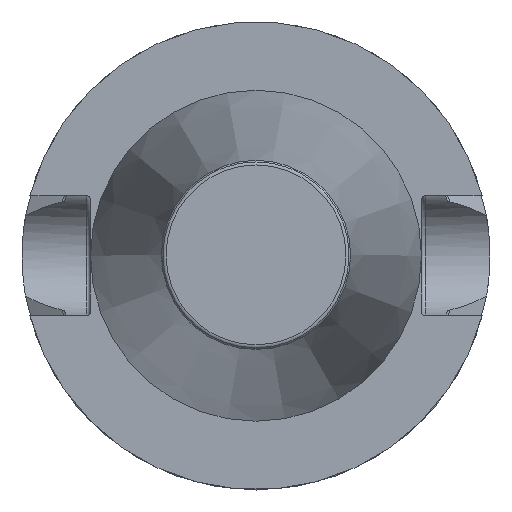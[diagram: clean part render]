
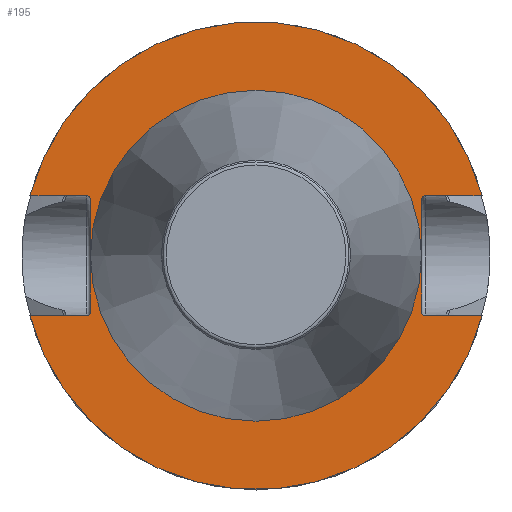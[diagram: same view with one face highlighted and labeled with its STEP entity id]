
A CAD part, top view. The second image highlights one B-rep face of the part: STEP entity #195.
In plain terms, the highlighted planar face has unit normal (0, 0, 1).
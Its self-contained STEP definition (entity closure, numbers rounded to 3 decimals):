
#83=LINE('',#1085,#109);
#89=LINE('',#1214,#115);
#90=LINE('',#1218,#116);
#91=LINE('',#1219,#117);
#92=LINE('',#1220,#118);
#93=LINE('',#1221,#119);
#109=VECTOR('',#880,1.);
#115=VECTOR('',#924,1.);
#116=VECTOR('',#927,1.);
#117=VECTOR('',#928,1.);
#118=VECTOR('',#929,1.);
#119=VECTOR('',#930,1.);
#195=ADVANCED_FACE('',(#246,#247),#229,.F.);
#229=PLANE('',#783);
#246=FACE_BOUND('',#290,.T.);
#247=FACE_BOUND('',#291,.T.);
#290=EDGE_LOOP('',(#379,#380,#381,#382,#383,#384,#385,#386,#387,#388,#389,
#390));
#291=EDGE_LOOP('',(#391));
#379=ORIENTED_EDGE('',*,*,#617,.T.);
#380=ORIENTED_EDGE('',*,*,#618,.F.);
#381=ORIENTED_EDGE('',*,*,#619,.T.);
#382=ORIENTED_EDGE('',*,*,#620,.T.);
#383=ORIENTED_EDGE('',*,*,#597,.T.);
#384=ORIENTED_EDGE('',*,*,#621,.F.);
#385=ORIENTED_EDGE('',*,*,#590,.T.);
#386=ORIENTED_EDGE('',*,*,#593,.T.);
#387=ORIENTED_EDGE('',*,*,#595,.T.);
#388=ORIENTED_EDGE('',*,*,#622,.T.);
#389=ORIENTED_EDGE('',*,*,#615,.T.);
#390=ORIENTED_EDGE('',*,*,#623,.F.);
#391=ORIENTED_EDGE('',*,*,#586,.T.);
#521=VERTEX_POINT('',#1070);
#522=VERTEX_POINT('',#1073);
#525=VERTEX_POINT('',#1078);
#527=VERTEX_POINT('',#1084);
#529=VERTEX_POINT('',#1089);
#530=VERTEX_POINT('',#1094);
#531=VERTEX_POINT('',#1095);
#544=VERTEX_POINT('',#1206);
#545=VERTEX_POINT('',#1208);
#546=VERTEX_POINT('',#1212);
#547=VERTEX_POINT('',#1213);
#548=VERTEX_POINT('',#1215);
#549=VERTEX_POINT('',#1217);
#586=EDGE_CURVE('',#521,#521,#677,.T.);
#590=EDGE_CURVE('',#522,#525,#679,.T.);
#593=EDGE_CURVE('',#525,#527,#83,.T.);
#595=EDGE_CURVE('',#527,#529,#681,.T.);
#597=EDGE_CURVE('',#530,#531,#683,.T.);
#615=EDGE_CURVE('',#545,#544,#690,.T.);
#617=EDGE_CURVE('',#546,#547,#691,.T.);
#618=EDGE_CURVE('',#548,#547,#89,.T.);
#619=EDGE_CURVE('',#548,#549,#692,.T.);
#620=EDGE_CURVE('',#549,#530,#90,.T.);
#621=EDGE_CURVE('',#522,#531,#91,.T.);
#622=EDGE_CURVE('',#529,#545,#92,.T.);
#623=EDGE_CURVE('',#546,#544,#93,.T.);
#677=CIRCLE('',#757,35.362);
#679=CIRCLE('',#760,0.8);
#681=CIRCLE('',#764,0.8);
#683=CIRCLE('',#767,50.);
#690=CIRCLE('',#779,50.);
#691=CIRCLE('',#781,0.8);
#692=CIRCLE('',#782,0.8);
#757=AXIS2_PLACEMENT_3D('',#1069,#865,#866);
#760=AXIS2_PLACEMENT_3D('',#1079,#873,#874);
#764=AXIS2_PLACEMENT_3D('',#1090,#884,#885);
#767=AXIS2_PLACEMENT_3D('',#1093,#890,#891);
#779=AXIS2_PLACEMENT_3D('',#1207,#917,#918);
#781=AXIS2_PLACEMENT_3D('',#1211,#922,#923);
#782=AXIS2_PLACEMENT_3D('',#1216,#925,#926);
#783=AXIS2_PLACEMENT_3D('',#1222,#931,#932);
#865=DIRECTION('',(0.,0.,-1.));
#866=DIRECTION('',(-1.,0.,0.));
#873=DIRECTION('',(0.,0.,-1.));
#874=DIRECTION('',(0.,-1.,0.));
#880=DIRECTION('',(0.,1.,0.));
#884=DIRECTION('',(0.,0.,-1.));
#885=DIRECTION('',(-1.,0.,0.));
#890=DIRECTION('',(0.,0.,1.));
#891=DIRECTION('',(-0.966,-0.257,0.));
#917=DIRECTION('',(0.,0.,1.));
#918=DIRECTION('',(0.966,0.257,0.));
#922=DIRECTION('',(0.,0.,-1.));
#923=DIRECTION('',(0.,1.,0.));
#924=DIRECTION('',(0.,1.,0.));
#925=DIRECTION('',(0.,0.,-1.));
#926=DIRECTION('',(1.,0.,0.));
#927=DIRECTION('',(-1.,0.,0.));
#928=DIRECTION('',(1.,0.,0.));
#929=DIRECTION('',(1.,0.,0.));
#930=DIRECTION('',(-1.,0.,0.));
#931=DIRECTION('',(0.,0.,-1.));
#932=DIRECTION('',(1.,0.,0.));
#1069=CARTESIAN_POINT('',(0.,0.,-3.));
#1070=CARTESIAN_POINT('',(-35.362,0.,-3.));
#1073=CARTESIAN_POINT('',(36.2,-12.85,-3.));
#1078=CARTESIAN_POINT('',(35.4,-12.05,-3.));
#1079=CARTESIAN_POINT('',(36.2,-12.05,-3.));
#1084=CARTESIAN_POINT('',(35.4,12.05,-3.));
#1085=CARTESIAN_POINT('',(35.4,-12.05,-3.));
#1089=CARTESIAN_POINT('',(36.2,12.85,-3.));
#1090=CARTESIAN_POINT('',(36.2,12.05,-3.));
#1093=CARTESIAN_POINT('',(0.,0.,-3.));
#1094=CARTESIAN_POINT('',(-48.321,-12.85,-3.));
#1095=CARTESIAN_POINT('',(48.321,-12.85,-3.));
#1206=CARTESIAN_POINT('',(-48.321,12.85,-3.));
#1207=CARTESIAN_POINT('',(0.,0.,-3.));
#1208=CARTESIAN_POINT('',(48.321,12.85,-3.));
#1211=CARTESIAN_POINT('',(-36.2,12.05,-3.));
#1212=CARTESIAN_POINT('',(-36.2,12.85,-3.));
#1213=CARTESIAN_POINT('',(-35.4,12.05,-3.));
#1214=CARTESIAN_POINT('',(-35.4,-12.05,-3.));
#1215=CARTESIAN_POINT('',(-35.4,-12.05,-3.));
#1216=CARTESIAN_POINT('',(-36.2,-12.05,-3.));
#1217=CARTESIAN_POINT('',(-36.2,-12.85,-3.));
#1218=CARTESIAN_POINT('',(-36.2,-12.85,-3.));
#1219=CARTESIAN_POINT('',(36.2,-12.85,-3.));
#1220=CARTESIAN_POINT('',(36.2,12.85,-3.));
#1221=CARTESIAN_POINT('',(-36.2,12.85,-3.));
#1222=CARTESIAN_POINT('',(0.,35.362,-3.));
